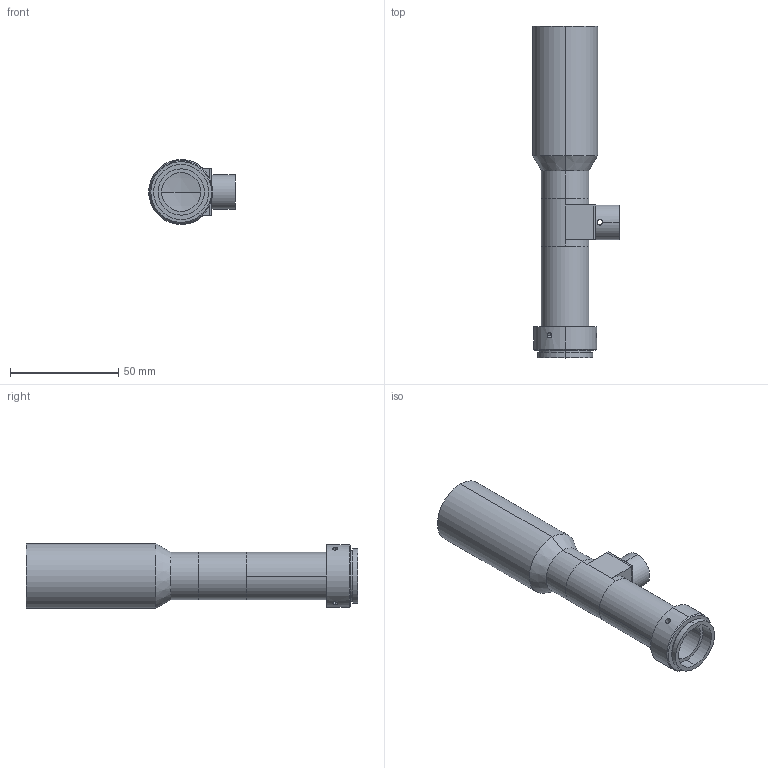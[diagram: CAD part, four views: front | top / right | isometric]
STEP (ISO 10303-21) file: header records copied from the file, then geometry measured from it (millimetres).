
FILE_DESCRIPTION (( 'STEP AP203' ), '1' );
FILE_NAME ('XF-T1X250D.STEP', '2019-11-22T09:49:16', ( 'puyufan' ), ( '' ), 'SwSTEP 2.0', 'SolidWorks 2014', '' );
FILE_SCHEMA (( 'CONFIG_CONTROL_DESIGN' ));
Length unit declared in the file: millimetre
Products named in the file (1): XF-T1X250D
Bounding box: 40 x 153.29 x 30 mm (x, y, z)
Surface area: 18572.3 mm2 (no closed solid volume)
Topology: 0 solids, 9 shells, 97 faces, 256 edges, 167 vertices
Faces by surface type: cylinder 59, plane 30, cone 6, sphere 2
Entity records: 3449 total; most frequent: CARTESIAN_POINT 909, DIRECTION 558, ORIENTED_EDGE 446, EDGE_CURVE 256, AXIS2_PLACEMENT_3D 224, VERTEX_POINT 167, CIRCLE 126, EDGE_LOOP 120
